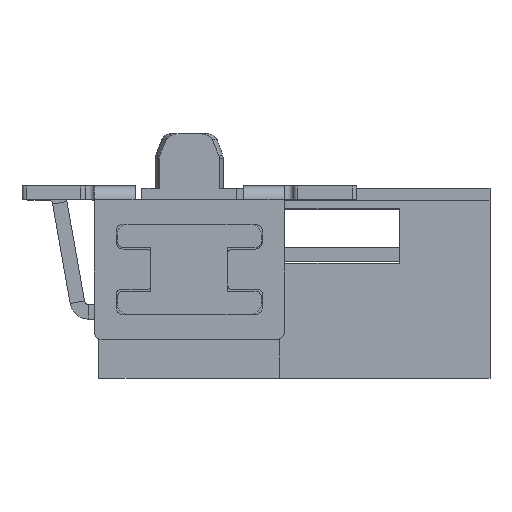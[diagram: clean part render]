
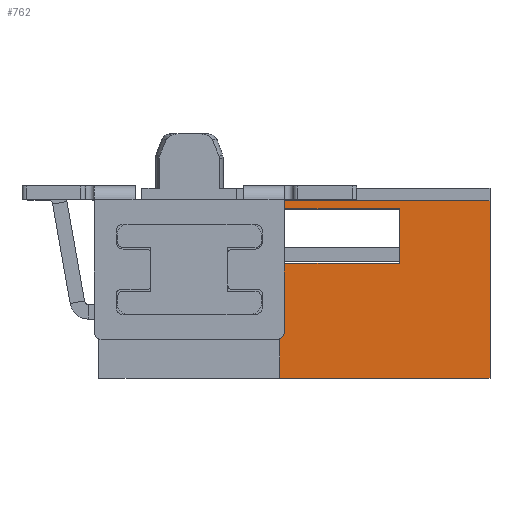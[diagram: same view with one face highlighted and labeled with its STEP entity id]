
A CAD part, left-side view. The second image highlights one B-rep face of the part: STEP entity #762.
In plain terms, the highlighted planar face has unit normal (-1, 0, 0).
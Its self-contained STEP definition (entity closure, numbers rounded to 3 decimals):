
#762=ADVANCED_FACE('',(#1857),#1342,.T.);
#1342=PLANE('',#11268);
#1857=FACE_OUTER_BOUND('',#2469,.T.);
#2469=EDGE_LOOP('',(#3648,#3649,#3650,#3651,#3652,#3653,#3654,#3655,#3656,
#3657));
#3648=ORIENTED_EDGE('',*,*,#7416,.T.);
#3649=ORIENTED_EDGE('',*,*,#7417,.T.);
#3650=ORIENTED_EDGE('',*,*,#7418,.T.);
#3651=ORIENTED_EDGE('',*,*,#7419,.T.);
#3652=ORIENTED_EDGE('',*,*,#7412,.T.);
#3653=ORIENTED_EDGE('',*,*,#7288,.T.);
#3654=ORIENTED_EDGE('',*,*,#7357,.T.);
#3655=ORIENTED_EDGE('',*,*,#7420,.T.);
#3656=ORIENTED_EDGE('',*,*,#7421,.F.);
#3657=ORIENTED_EDGE('',*,*,#7422,.F.);
#6228=VERTEX_POINT('',#15200);
#6229=VERTEX_POINT('',#15202);
#6270=VERTEX_POINT('',#15528);
#6271=VERTEX_POINT('',#15530);
#6308=VERTEX_POINT('',#15655);
#6310=VERTEX_POINT('',#15659);
#6311=VERTEX_POINT('',#15663);
#6312=VERTEX_POINT('',#15665);
#6313=VERTEX_POINT('',#15668);
#6314=VERTEX_POINT('',#15670);
#7288=EDGE_CURVE('',#6229,#6228,#8791,.T.);
#7357=EDGE_CURVE('',#6228,#6271,#8826,.T.);
#7412=EDGE_CURVE('',#6270,#6229,#8881,.T.);
#7416=EDGE_CURVE('',#6308,#6310,#8885,.T.);
#7417=EDGE_CURVE('',#6310,#6311,#8886,.T.);
#7418=EDGE_CURVE('',#6311,#6312,#8887,.T.);
#7419=EDGE_CURVE('',#6312,#6270,#8888,.T.);
#7420=EDGE_CURVE('',#6271,#6313,#8889,.T.);
#7421=EDGE_CURVE('',#6314,#6313,#8890,.T.);
#7422=EDGE_CURVE('',#6308,#6314,#8891,.T.);
#8791=LINE('',#15201,#10065);
#8826=LINE('',#15545,#10100);
#8881=LINE('',#15651,#10155);
#8885=LINE('',#15660,#10159);
#8886=LINE('',#15662,#10160);
#8887=LINE('',#15664,#10161);
#8888=LINE('',#15666,#10162);
#8889=LINE('',#15667,#10163);
#8890=LINE('',#15669,#10164);
#8891=LINE('',#15671,#10165);
#10065=VECTOR('',#12333,1.);
#10100=VECTOR('',#12420,1.);
#10155=VECTOR('',#12517,1.);
#10159=VECTOR('',#12523,1.);
#10160=VECTOR('',#12526,1.);
#10161=VECTOR('',#12527,1.);
#10162=VECTOR('',#12528,1.);
#10163=VECTOR('',#12529,1.);
#10164=VECTOR('',#12530,1.);
#10165=VECTOR('',#12531,1.);
#11268=AXIS2_PLACEMENT_3D('',#15672,#12532,#12533);
#12333=DIRECTION('',(0.,0.,-1.));
#12420=DIRECTION('',(0.,1.,0.));
#12517=DIRECTION('',(0.,-1.,0.));
#12523=DIRECTION('',(0.,1.,0.));
#12526=DIRECTION('',(0.,0.,-1.));
#12527=DIRECTION('',(0.,-1.,0.));
#12528=DIRECTION('',(0.,0.,-1.));
#12529=DIRECTION('',(0.,0.,-1.));
#12530=DIRECTION('',(0.,1.,0.));
#12531=DIRECTION('',(0.,0.,-1.));
#12532=DIRECTION('',(-1.,0.,0.));
#12533=DIRECTION('',(0.,0.,-1.));
#15200=CARTESIAN_POINT('',(-19.969,-0.669,3.511));
#15201=CARTESIAN_POINT('',(-19.969,-0.669,4.711));
#15202=CARTESIAN_POINT('',(-19.969,-0.669,4.711));
#15528=CARTESIAN_POINT('',(-19.969,1.981,4.711));
#15530=CARTESIAN_POINT('',(-19.969,1.981,3.511));
#15545=CARTESIAN_POINT('',(-19.969,-0.669,3.511));
#15651=CARTESIAN_POINT('',(-19.969,1.981,4.711));
#15655=CARTESIAN_POINT('',(-19.969,-2.669,4.891));
#15659=CARTESIAN_POINT('',(-19.969,2.931,4.891));
#15660=CARTESIAN_POINT('',(-19.969,-2.669,4.891));
#15662=CARTESIAN_POINT('',(-19.969,2.931,4.891));
#15663=CARTESIAN_POINT('',(-19.969,2.931,4.766));
#15664=CARTESIAN_POINT('',(-19.969,2.931,4.766));
#15665=CARTESIAN_POINT('',(-19.969,1.981,4.766));
#15666=CARTESIAN_POINT('',(-19.969,1.981,4.766));
#15667=CARTESIAN_POINT('',(-19.969,1.981,3.511));
#15668=CARTESIAN_POINT('',(-19.969,1.981,0.966));
#15669=CARTESIAN_POINT('',(-19.969,-2.669,0.966));
#15670=CARTESIAN_POINT('',(-19.969,-2.669,0.966));
#15671=CARTESIAN_POINT('',(-19.969,-2.669,4.891));
#15672=CARTESIAN_POINT('',(-19.969,3.684,5.684));
